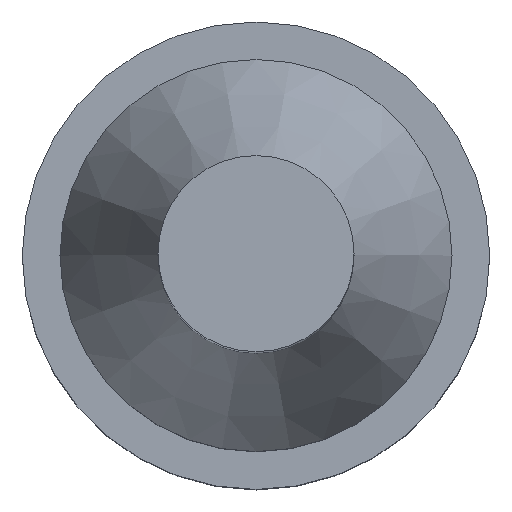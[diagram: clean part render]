
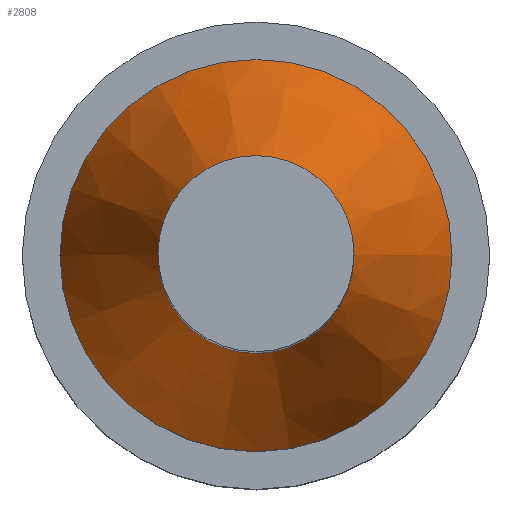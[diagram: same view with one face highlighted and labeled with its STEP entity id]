
A CAD part, top view. The second image highlights one B-rep face of the part: STEP entity #2808.
In plain terms, the highlighted conical face has half-angle 21.501 degrees and reference radius 13 mm.
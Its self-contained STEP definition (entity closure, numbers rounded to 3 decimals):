
#735=FACE_BOUND($,#1090,.T.);
#890=FACE_OUTER_BOUND($,#1089,.T.);
#1089=EDGE_LOOP($,(#2492));
#1090=EDGE_LOOP($,(#2493));
#1133=CIRCLE($,#2940,6.5);
#1134=CIRCLE($,#2943,13.);
#1392=VERTEX_POINT($,#5016);
#1393=VERTEX_POINT($,#5020);
#1761=EDGE_CURVE($,#1392,#1392,#1133,.T.);
#1762=EDGE_CURVE($,#1393,#1393,#1134,.T.);
#2492=ORIENTED_EDGE($,*,*,#1762,.F.);
#2493=ORIENTED_EDGE($,*,*,#1761,.T.);
#2516=CONICAL_SURFACE($,#2942,13.,21.501);
#2808=ADVANCED_FACE($,(#890,#735),#2516,.T.);
#2940=AXIS2_PLACEMENT_3D($,#5017,#3404,#3405);
#2942=AXIS2_PLACEMENT_3D($,#5019,#3408,#3409);
#2943=AXIS2_PLACEMENT_3D($,#5021,#3410,#3411);
#3404=DIRECTION('center_axis',(0.,0.,-1.));
#3405=DIRECTION('ref_axis',(-1.,0.,0.));
#3408=DIRECTION('center_axis',(0.,0.,-1.));
#3409=DIRECTION('ref_axis',(1.,0.,0.));
#3410=DIRECTION('center_axis',(0.,0.,-1.));
#3411=DIRECTION('ref_axis',(-1.,0.,0.));
#5016=CARTESIAN_POINT('',(-6.5,0.,43.5));
#5017=CARTESIAN_POINT('Origin',(0.,0.,43.5));
#5019=CARTESIAN_POINT('Origin',(0.,0.,27.));
#5020=CARTESIAN_POINT('',(13.,0.,27.));
#5021=CARTESIAN_POINT('Origin',(0.,0.,27.));
